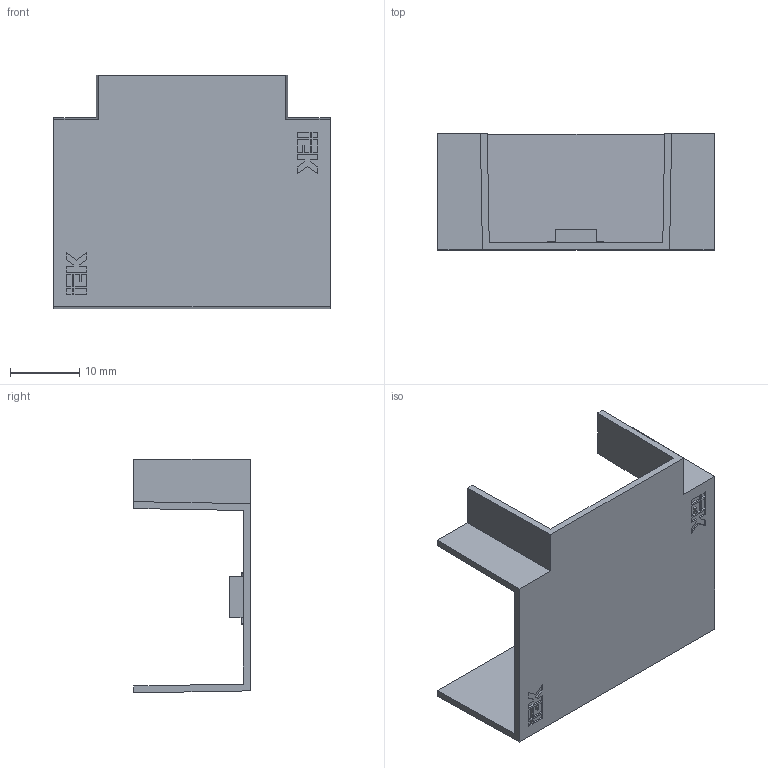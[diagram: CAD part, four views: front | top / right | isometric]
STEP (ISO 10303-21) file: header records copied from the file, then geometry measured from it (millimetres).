
FILE_DESCRIPTION (( 'STEP AP214' ), '1' );
FILE_NAME ('ÊÌÒ 25õ16_èçì.1.STEP', '2016-06-24T11:52:32', ( '' ), ( '' ), 'SwSTEP 2.0', 'SolidWorks 2014', '' );
FILE_SCHEMA (( 'AUTOMOTIVE_DESIGN' ));
Length unit declared in the file: millimetre
Products named in the file (1): ÊÌÒ 25õ16_èçì.1
Bounding box: 40 x 16.8 x 33.84 mm (x, y, z)
Volume: 2338.9 mm3; surface area: 5010.6 mm2
Topology: 1 solids, 1 shells, 287 faces, 789 edges, 526 vertices
Faces by surface type: plane 188, bspline 96, cylinder 3
Entity records: 11459 total; most frequent: CARTESIAN_POINT 4771, ORIENTED_EDGE 1578, DIRECTION 987, EDGE_CURVE 789, LINE 591, VECTOR 591, VERTEX_POINT 526, EDGE_LOOP 309
